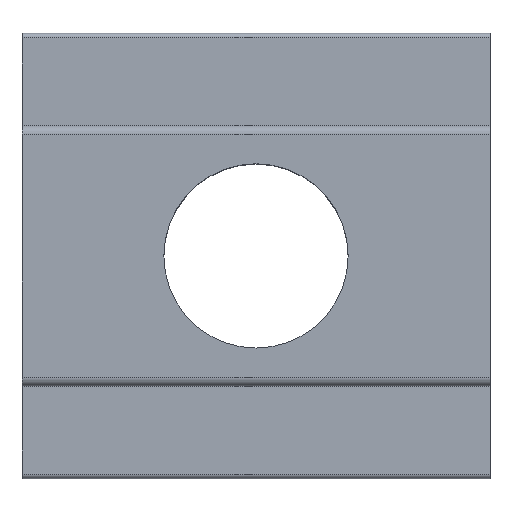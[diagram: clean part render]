
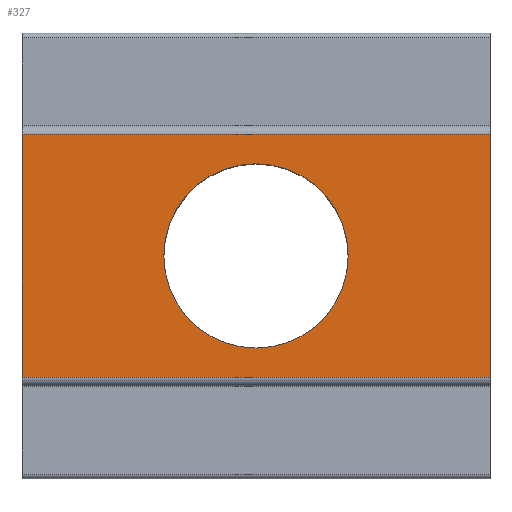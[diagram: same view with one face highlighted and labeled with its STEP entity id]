
A CAD part, top view. The second image highlights one B-rep face of the part: STEP entity #327.
In plain terms, the highlighted planar face has unit normal (0, 0, 1).
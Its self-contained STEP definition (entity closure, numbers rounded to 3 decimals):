
#16=FACE_BOUND('',#62,.T.);
#26=PLANE('',#381);
#43=FACE_OUTER_BOUND('',#61,.T.);
#61=EDGE_LOOP('',(#299,#300,#301,#302));
#62=EDGE_LOOP('',(#303));
#64=LINE('',#486,#95);
#68=LINE('',#495,#99);
#75=LINE('',#519,#106);
#84=LINE('',#545,#115);
#95=VECTOR('',#391,10.);
#99=VECTOR('',#399,10.);
#106=VECTOR('',#418,10.);
#115=VECTOR('',#441,10.);
#138=CIRCLE('',#378,2.067);
#139=VERTEX_POINT('',#479);
#142=VERTEX_POINT('',#484);
#145=VERTEX_POINT('',#494);
#156=VERTEX_POINT('',#518);
#168=VERTEX_POINT('',#564);
#172=EDGE_CURVE('',#142,#139,#64,.T.);
#176=EDGE_CURVE('',#139,#145,#68,.T.);
#188=EDGE_CURVE('',#145,#156,#75,.T.);
#202=EDGE_CURVE('',#156,#142,#84,.T.);
#212=EDGE_CURVE('',#168,#168,#138,.T.);
#299=ORIENTED_EDGE('',*,*,#172,.F.);
#300=ORIENTED_EDGE('',*,*,#202,.F.);
#301=ORIENTED_EDGE('',*,*,#188,.F.);
#302=ORIENTED_EDGE('',*,*,#176,.F.);
#303=ORIENTED_EDGE('',*,*,#212,.T.);
#327=ADVANCED_FACE('',(#43,#16),#26,.T.);
#378=AXIS2_PLACEMENT_3D('',#565,#468,#469);
#381=AXIS2_PLACEMENT_3D('',#569,#475,#476);
#391=DIRECTION('',(1.,0.,0.));
#399=DIRECTION('',(0.,-1.,0.));
#418=DIRECTION('',(-1.,0.,0.));
#441=DIRECTION('',(0.,1.,0.));
#468=DIRECTION('center_axis',(0.,0.,-1.));
#469=DIRECTION('ref_axis',(1.,0.,0.));
#475=DIRECTION('center_axis',(0.,0.,1.));
#476=DIRECTION('ref_axis',(0.,-1.,0.));
#479=CARTESIAN_POINT('',(5.25,2.725,2.25));
#484=CARTESIAN_POINT('',(-5.25,2.725,2.25));
#486=CARTESIAN_POINT('',(0.,2.725,2.25));
#494=CARTESIAN_POINT('',(5.25,-2.725,2.25));
#495=CARTESIAN_POINT('',(5.25,5.,2.25));
#518=CARTESIAN_POINT('',(-5.25,-2.725,2.25));
#519=CARTESIAN_POINT('',(0.,-2.725,2.25));
#545=CARTESIAN_POINT('',(-5.25,5.,2.25));
#564=CARTESIAN_POINT('',(-2.067,0.,2.25));
#565=CARTESIAN_POINT('Origin',(0.,0.,2.25));
#569=CARTESIAN_POINT('Origin',(0.,2.925,2.25));
